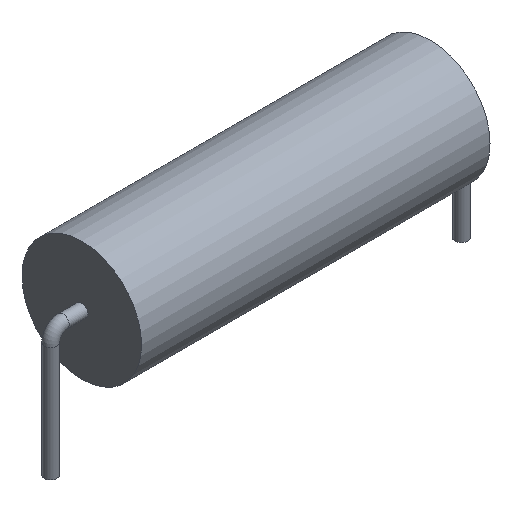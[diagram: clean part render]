
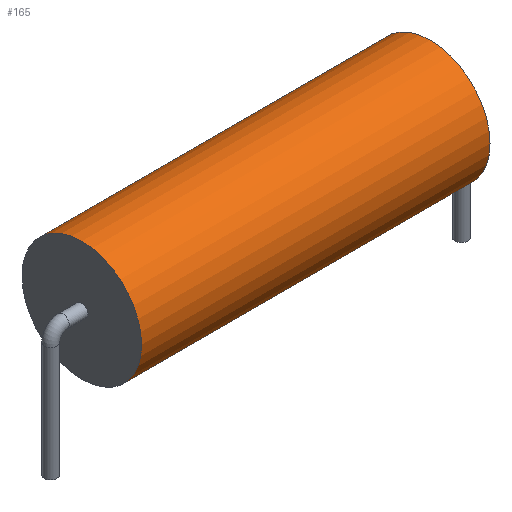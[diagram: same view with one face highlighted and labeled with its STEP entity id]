
A CAD part, isometric view. The second image highlights one B-rep face of the part: STEP entity #165.
In plain terms, the highlighted cylindrical face has radius 3.175 mm (diameter 6.35 mm), a full revolution.
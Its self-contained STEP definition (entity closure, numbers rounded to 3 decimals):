
#31=FACE_OUTER_BOUND('',#44,.T.);
#44=EDGE_LOOP('',(#118,#119,#120,#121));
#57=LINE('',#300,#62);
#62=VECTOR('',#233,3.175);
#67=CIRCLE('',#196,3.175);
#68=CIRCLE('',#197,3.175);
#83=VERTEX_POINT('',#297);
#84=VERTEX_POINT('',#299);
#97=EDGE_CURVE('',#83,#83,#67,.T.);
#98=EDGE_CURVE('',#83,#84,#57,.T.);
#99=EDGE_CURVE('',#84,#84,#68,.T.);
#118=ORIENTED_EDGE('',*,*,#97,.F.);
#119=ORIENTED_EDGE('',*,*,#98,.T.);
#120=ORIENTED_EDGE('',*,*,#99,.T.);
#121=ORIENTED_EDGE('',*,*,#98,.F.);
#160=CYLINDRICAL_SURFACE('',#195,3.175);
#165=ADVANCED_FACE('',(#31),#160,.T.);
#195=AXIS2_PLACEMENT_3D('',#296,#229,#230);
#196=AXIS2_PLACEMENT_3D('',#298,#231,#232);
#197=AXIS2_PLACEMENT_3D('',#301,#234,#235);
#229=DIRECTION('center_axis',(1.,0.,0.));
#230=DIRECTION('ref_axis',(0.,0.,-1.));
#231=DIRECTION('center_axis',(1.,0.,0.));
#232=DIRECTION('ref_axis',(0.,0.,-1.));
#233=DIRECTION('',(-1.,0.,0.));
#234=DIRECTION('center_axis',(1.,0.,0.));
#235=DIRECTION('ref_axis',(0.,0.,-1.));
#296=CARTESIAN_POINT('Origin',(6.938,0.,4.825));
#297=CARTESIAN_POINT('',(9.25,0.,8.));
#298=CARTESIAN_POINT('Origin',(9.25,0.,4.825));
#299=CARTESIAN_POINT('',(-9.25,0.,8.));
#300=CARTESIAN_POINT('',(6.938,0.,8.));
#301=CARTESIAN_POINT('Origin',(-9.25,0.,4.825));
